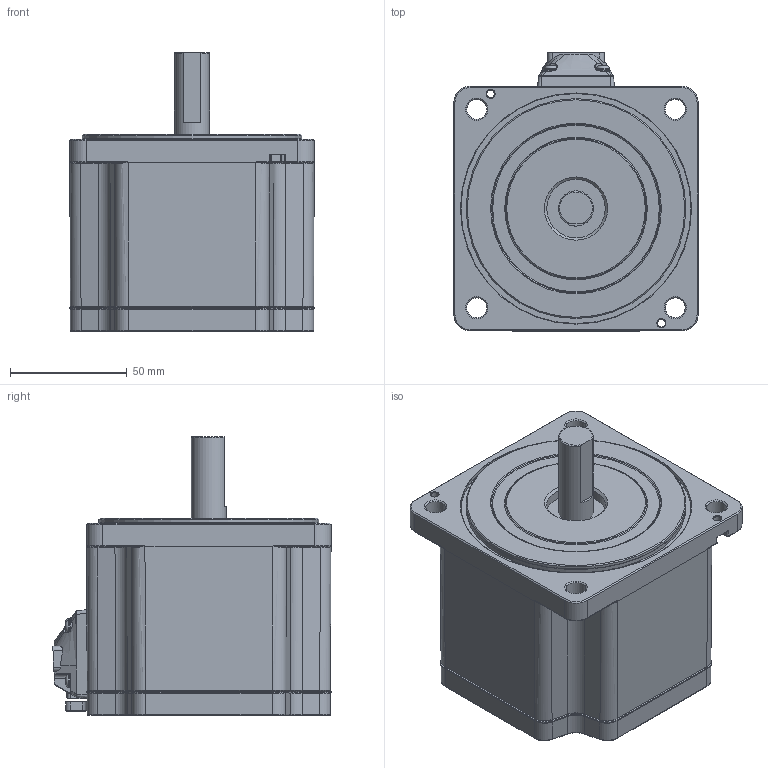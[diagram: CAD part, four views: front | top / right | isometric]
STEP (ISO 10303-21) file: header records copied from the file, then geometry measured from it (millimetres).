
FILE_DESCRIPTION((''),'2;1');
FILE_NAME('K10BS200N2.stp','2017-04-04T19:59:11',('LEEKA'),(''),'Autodesk Inventor 2012','Autodesk Inventor 2012','');
FILE_SCHEMA(('AUTOMOTIVE_DESIGN { 1 0 10303 214 1 1 1 1 }'));
Length unit declared in the file: millimetre
Products named in the file (7): K10BS200N2; M-CASE-RE01ST01; M-COVER-ST01; BRACKET-ST01; GASKET-ST01 (2); M4xL12 PH; M3xL12 PH
Assembly tree (12 placements, depth 2):
  K10BS200N2
    M-CASE-RE01ST01
    M-COVER-ST01
    BRACKET-ST01
    GASKET-ST01 (2)
    M4xL12 PH  x4
    M3xL12 PH  x4
Bounding box: 104.5 x 118.87 x 119.2 mm (x, y, z)
Volume: 813528.5 mm3; surface area: 90198.1 mm2
Topology: 4 solids, 17 shells, 1019 faces, 2889 edges, 1936 vertices
Faces by surface type: plane 403, cylinder 307, bspline 180, torus 62, cone 61, sphere 6
Full cylindrical faces by diameter (mm): 2.459 x5, 3 x4, 3.2 x4, 3.242 x4, 3.3 x3, 3.6 x1, 4 x5, 4.3 x12, 5.4 x4, 6.2 x1, 7 x4, 8 x1, 8.2 x4, 8.5 x4, 9.3 x2, 10.5 x2, 15 x1, 22 x1, 25 x1, 27 x1, 93.6 x1, 94 x1, 98 x2, 98.4 x1
Entity records: 30122 total; most frequent: CARTESIAN_POINT 12450, ORIENTED_EDGE 3644, DIRECTION 3299, EDGE_CURVE 1822, AXIS2_PLACEMENT_3D 1223, VERTEX_POINT 1206, EDGE_LOOP 998, VECTOR 853
